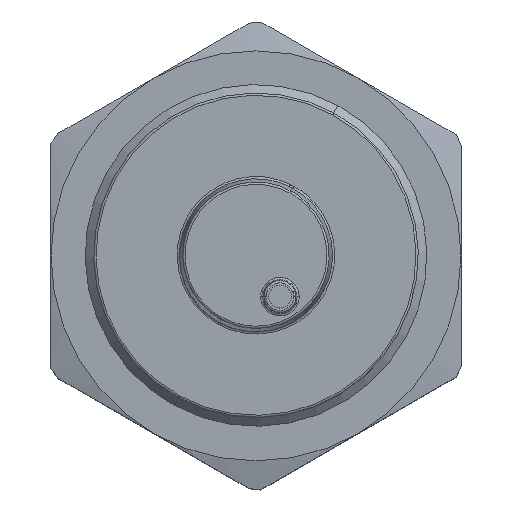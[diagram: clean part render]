
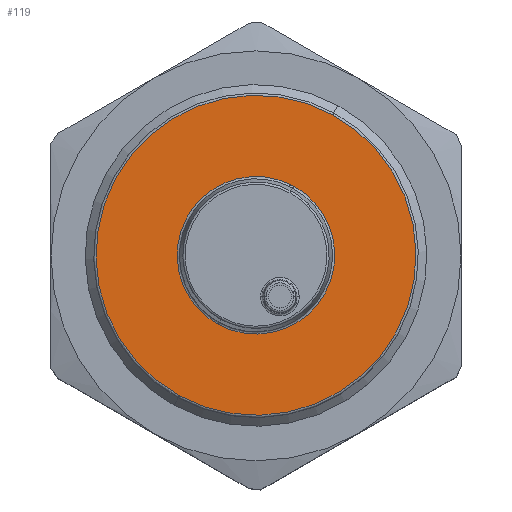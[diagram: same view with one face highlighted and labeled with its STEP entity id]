
A CAD part, top view. The second image highlights one B-rep face of the part: STEP entity #119.
In plain terms, the highlighted planar face has unit normal (0, 0, 1).
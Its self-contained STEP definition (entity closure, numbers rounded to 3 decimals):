
#119=ADVANCED_FACE('PartBody',(#737,#738),#739,.F.);
#737=FACE_OUTER_BOUND('',#1904,.T.);
#738=FACE_BOUND('',#1905,.T.);
#739=PLANE('',#1906);
#1904=EDGE_LOOP('',(#3251,#3252));
#1905=EDGE_LOOP('',(#3253,#3254,#3255));
#1906=AXIS2_PLACEMENT_3D('',#3256,#3257,#3258);
#3251=ORIENTED_EDGE('',*,*,#8014,.F.);
#3252=ORIENTED_EDGE('',*,*,#8015,.F.);
#3253=ORIENTED_EDGE('',*,*,#8010,.F.);
#3254=ORIENTED_EDGE('',*,*,#7938,.F.);
#3255=ORIENTED_EDGE('',*,*,#8013,.F.);
#3256=CARTESIAN_POINT('',(0.0,6.75,60.6));
#3257=DIRECTION('',(0.0,0.0,-1.0));
#3258=DIRECTION('',(0.0,-1.0,0.0));
#7938=EDGE_CURVE('',#9547,#9550,#9551,.F.);
#8010=EDGE_CURVE('',#9550,#9667,#9668,.F.);
#8013=EDGE_CURVE('',#9667,#9547,#9671,.F.);
#8014=EDGE_CURVE('',#9672,#9673,#9674,.T.);
#8015=EDGE_CURVE('',#9673,#9672,#9675,.T.);
#9547=VERTEX_POINT('',#12206);
#9550=VERTEX_POINT('',#12209);
#9551=CIRCLE('',#12210,6.918);
#9667=VERTEX_POINT('',#12381);
#9668=CIRCLE('',#12382,6.918);
#9671=CIRCLE('',#12385,6.918);
#9672=VERTEX_POINT('',#12386);
#9673=VERTEX_POINT('',#12387);
#9674=CIRCLE('',#12388,14.05);
#9675=CIRCLE('',#12389,14.05);
#12206=CARTESIAN_POINT('',(3.04,6.214,60.6));
#12209=CARTESIAN_POINT('',(-3.317,-6.071,60.6));
#12210=AXIS2_PLACEMENT_3D('',#17611,#17612,#17613);
#12381=CARTESIAN_POINT('',(3.317,6.071,60.6));
#12382=AXIS2_PLACEMENT_3D('',#17791,#17792,#17793);
#12385=AXIS2_PLACEMENT_3D('',#17800,#17801,#17802);
#12386=CARTESIAN_POINT('',(6.736,12.33,60.6));
#12387=CARTESIAN_POINT('',(-6.736,-12.33,60.6));
#12388=AXIS2_PLACEMENT_3D('',#17803,#17804,#17805);
#12389=AXIS2_PLACEMENT_3D('',#17806,#17807,#17808);
#17611=CARTESIAN_POINT('',(0.,0.,60.6));
#17612=DIRECTION('',(0.,0.,-1.0));
#17613=DIRECTION('',(1.0,0.,0.));
#17791=CARTESIAN_POINT('',(0.,0.,60.6));
#17792=DIRECTION('',(0.,0.,-1.0));
#17793=DIRECTION('',(1.0,0.,0.));
#17800=CARTESIAN_POINT('',(0.,0.,60.6));
#17801=DIRECTION('',(0.,0.,-1.0));
#17802=DIRECTION('',(1.0,0.,0.));
#17803=CARTESIAN_POINT('',(0.,0.,60.6));
#17804=DIRECTION('',(0.0,0.0,-1.0));
#17805=DIRECTION('',(1.0,0.0,0.0));
#17806=CARTESIAN_POINT('',(0.,0.,60.6));
#17807=DIRECTION('',(0.0,0.0,-1.0));
#17808=DIRECTION('',(1.0,0.0,0.0));
